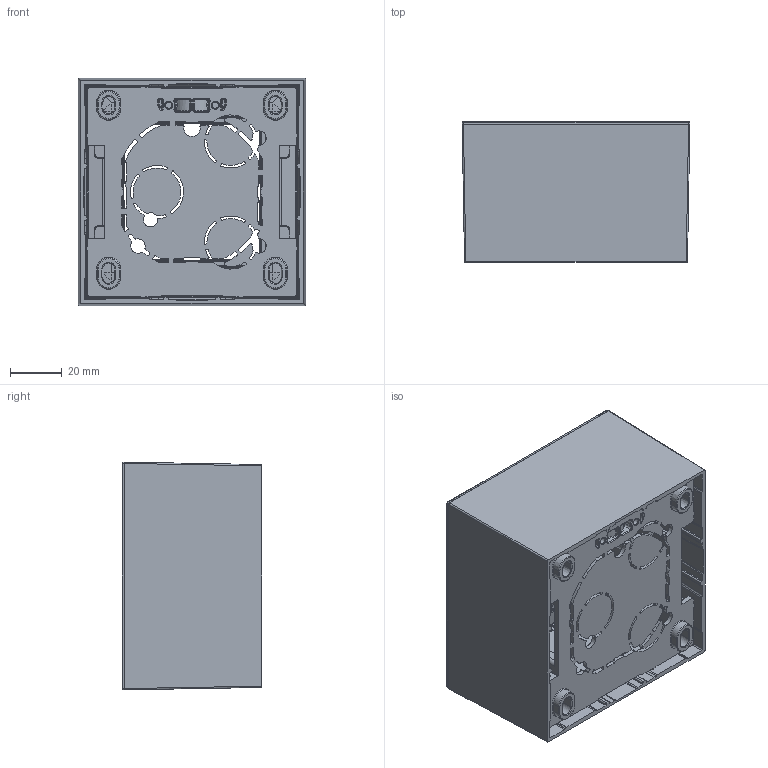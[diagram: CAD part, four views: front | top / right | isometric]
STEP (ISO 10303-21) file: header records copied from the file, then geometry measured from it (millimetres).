
FILE_DESCRIPTION((''),'2;1');
FILE_NAME('WAD8110XX_ASM','2024-12-17T16:44:53',('knorrj'),(''),'CREO PARAMETRIC BY PTC INC, 2023154','CREO PARAMETRIC BY PTC INC, 2023154','');
FILE_SCHEMA(('CONFIG_CONTROL_DESIGN','SHAPE_APPEARANCE_LAYERS_GROUPS'));
Products named in the file (5): W4H0294_18; W1B0290_80; W1A2414_GEN; W2A0594_00_ASM; WAD8110XX_ASM
Assembly tree (4 placements, depth 3):
  WAD8110XX_ASM
    W2A0594_00_ASM
      W4H0294_18
      W1B0290_80
      W1A2414_GEN
Bounding box: 88 x 54 x 88 mm (x, y, z)
Volume: 82929.8 mm3; surface area: 82170.9 mm2
Topology: 2 solids, 2 shells, 3132 faces, 7741 edges, 4662 vertices
Faces by surface type: cylinder 909, plane 734, bspline 630, extrusion 337, torus 220, cone 154, sphere 144, revolution 4
Entity records: 162960 total; most frequent: CARTESIAN_POINT 80555, ORIENTED_EDGE 15482, DIRECTION 12124, EDGE_CURVE 7741, VERTEX_POINT 4662, AXIS2_PLACEMENT_3D 4345, PRESENTATION_STYLE_ASSIGNMENT 3459, STYLED_ITEM 3459
